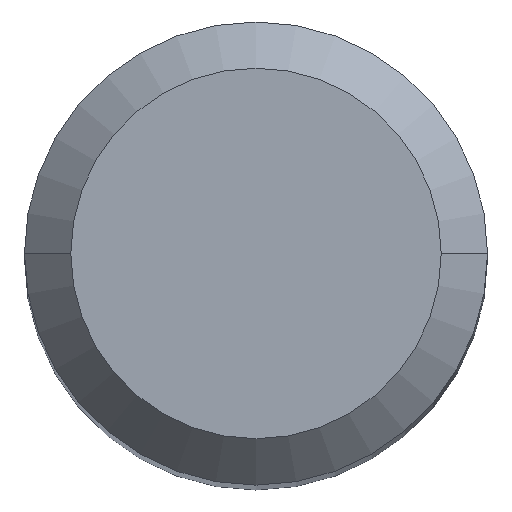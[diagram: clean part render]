
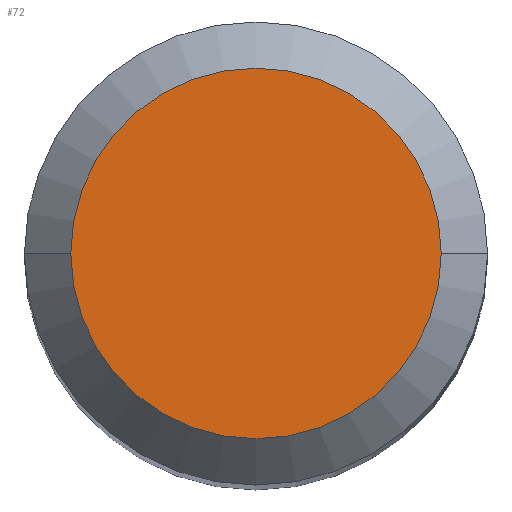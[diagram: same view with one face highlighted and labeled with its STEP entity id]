
A CAD part, top view. The second image highlights one B-rep face of the part: STEP entity #72.
In plain terms, the highlighted planar face has unit normal (0, 0, 1).
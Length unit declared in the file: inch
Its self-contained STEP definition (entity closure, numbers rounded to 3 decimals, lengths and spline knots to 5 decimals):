
#6 = EDGE_CURVE ( 'NONE', #241, #401, #177, .T. ) ;
#20 = CARTESIAN_POINT ( 'NONE',  ( 0., 0., 0. ) ) ;
#24 = EDGE_CURVE ( 'NONE', #401, #241, #74, .T. ) ;
#33 = AXIS2_PLACEMENT_3D ( 'NONE', #253, #489, #469 ) ;
#51 = CARTESIAN_POINT ( 'NONE',  ( -0.09448, 0., 0. ) ) ;
#62 = DIRECTION ( 'NONE',  ( 0., 0., 1. ) ) ;
#72 = ADVANCED_FACE ( 'NONE', ( #78 ), #379, .F. ) ;
#74 = CIRCLE ( 'NONE', #33, 0.09448 ) ;
#78 = FACE_OUTER_BOUND ( 'NONE', #426, .T. ) ;
#80 = CARTESIAN_POINT ( 'NONE',  ( 0.09448, 0., 0. ) ) ;
#120 = DIRECTION ( 'NONE',  ( -1., 0., 0. ) ) ;
#137 = ORIENTED_EDGE ( 'NONE', *, *, #24, .T. ) ;
#177 = CIRCLE ( 'NONE', #438, 0.09448 ) ;
#195 = DIRECTION ( 'NONE',  ( 0., 0., -1. ) ) ;
#241 = VERTEX_POINT ( 'NONE', #80 ) ;
#251 = ORIENTED_EDGE ( 'NONE', *, *, #6, .T. ) ;
#253 = CARTESIAN_POINT ( 'NONE',  ( 0., 0., 0. ) ) ;
#379 = PLANE ( 'NONE',  #450 ) ;
#401 = VERTEX_POINT ( 'NONE', #51 ) ;
#417 = CARTESIAN_POINT ( 'NONE',  ( 0., 0., 0. ) ) ;
#426 = EDGE_LOOP ( 'NONE', ( #137, #251 ) ) ;
#438 = AXIS2_PLACEMENT_3D ( 'NONE', #20, #62, #476 ) ;
#450 = AXIS2_PLACEMENT_3D ( 'NONE', #417, #195, #120 ) ;
#469 = DIRECTION ( 'NONE',  ( 1., 0., 0. ) ) ;
#476 = DIRECTION ( 'NONE',  ( 1., 0., 0. ) ) ;
#489 = DIRECTION ( 'NONE',  ( 0., 0., 1. ) ) ;
